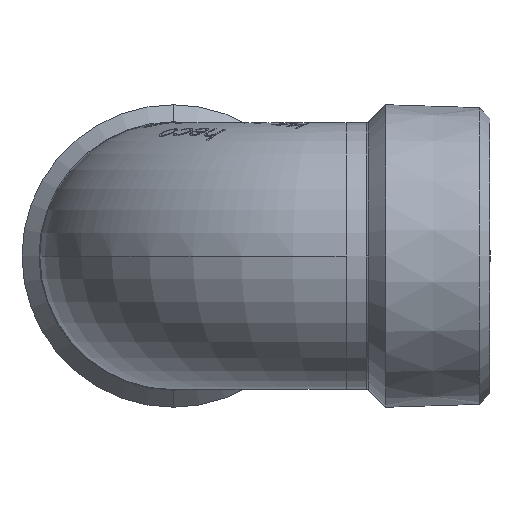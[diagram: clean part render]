
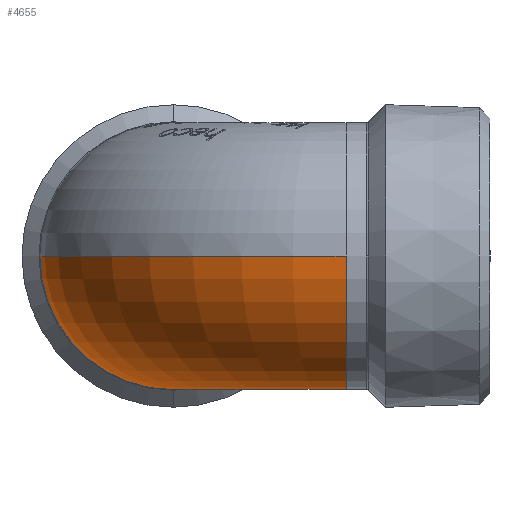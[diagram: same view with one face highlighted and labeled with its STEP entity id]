
A CAD part, left-side view. The second image highlights one B-rep face of the part: STEP entity #4655.
In plain terms, the highlighted toroidal (fillet/blend) face has major radius 24 mm and minor radius 18.5 mm.
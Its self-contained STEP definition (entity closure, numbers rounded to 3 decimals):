
#92 = EDGE_CURVE ( 'NONE', #7957, #4326, #103, .T. ) ;
#103 = CIRCLE ( 'NONE', #5072, 18.5 ) ;
#127 = ORIENTED_EDGE ( 'NONE', *, *, #1772, .T. ) ;
#185 = AXIS2_PLACEMENT_3D ( 'NONE', #3937, #1101, #7601 ) ;
#280 = AXIS2_PLACEMENT_3D ( 'NONE', #8198, #8162, #9187 ) ;
#364 = CARTESIAN_POINT ( 'NONE',  ( 24., 0., 0. ) ) ;
#430 = EDGE_LOOP ( 'NONE', ( #11012, #1696, #5547, #127, #6490, #10655 ) ) ;
#630 = VERTEX_POINT ( 'NONE', #1551 ) ;
#953 = FACE_OUTER_BOUND ( 'NONE', #430, .T. ) ;
#1101 = DIRECTION ( 'NONE',  ( -1., 0., 0. ) ) ;
#1358 = DIRECTION ( 'NONE',  ( 0., 0., 1. ) ) ;
#1551 = CARTESIAN_POINT ( 'NONE',  ( 24., 18.5, 0. ) ) ;
#1679 = TOROIDAL_SURFACE ( 'NONE', #280, 24., 18.5 ) ;
#1696 = ORIENTED_EDGE ( 'NONE', *, *, #2571, .T. ) ;
#1772 = EDGE_CURVE ( 'NONE', #2194, #11190, #4640, .T. ) ;
#1814 = AXIS2_PLACEMENT_3D ( 'NONE', #6202, #8173, #6276 ) ;
#2194 = VERTEX_POINT ( 'NONE', #5693 ) ;
#2460 = DIRECTION ( 'NONE',  ( 0., 0., 1. ) ) ;
#2571 = EDGE_CURVE ( 'NONE', #630, #5345, #7606, .T. ) ;
#2791 = EDGE_CURVE ( 'NONE', #630, #7957, #10499, .T. ) ;
#3133 = DIRECTION ( 'NONE',  ( -1., 0., 0. ) ) ;
#3147 = CIRCLE ( 'NONE', #11687, 18.5 ) ;
#3211 = DIRECTION ( 'NONE',  ( 0., 0., 1. ) ) ;
#3283 = CARTESIAN_POINT ( 'NONE',  ( 24., -24., 0. ) ) ;
#3631 = AXIS2_PLACEMENT_3D ( 'NONE', #364, #3133, #3211 ) ;
#3894 = CARTESIAN_POINT ( 'NONE',  ( 0., -24., 0. ) ) ;
#3937 = CARTESIAN_POINT ( 'NONE',  ( 24., 0., 0. ) ) ;
#3943 = EDGE_CURVE ( 'NONE', #5345, #2194, #10322, .T. ) ;
#4145 = CARTESIAN_POINT ( 'NONE',  ( 0., -24., 0. ) ) ;
#4326 = VERTEX_POINT ( 'NONE', #4755 ) ;
#4640 = CIRCLE ( 'NONE', #8467, 5.5 ) ;
#4655 = ADVANCED_FACE ( 'NONE', ( #953 ), #1679, .T. ) ;
#4755 = CARTESIAN_POINT ( 'NONE',  ( 0., -24., -18.5 ) ) ;
#4832 = CARTESIAN_POINT ( 'NONE',  ( -18.5, -24., 0. ) ) ;
#5072 = AXIS2_PLACEMENT_3D ( 'NONE', #4145, #7732, #1358 ) ;
#5345 = VERTEX_POINT ( 'NONE', #7017 ) ;
#5547 = ORIENTED_EDGE ( 'NONE', *, *, #3943, .T. ) ;
#5693 = CARTESIAN_POINT ( 'NONE',  ( 24., -18.5, 0. ) ) ;
#6202 = CARTESIAN_POINT ( 'NONE',  ( 24., -24., 0. ) ) ;
#6276 = DIRECTION ( 'NONE',  ( 1., 0., 0. ) ) ;
#6490 = ORIENTED_EDGE ( 'NONE', *, *, #8308, .F. ) ;
#6553 = DIRECTION ( 'NONE',  ( 0., 0., 1. ) ) ;
#7017 = CARTESIAN_POINT ( 'NONE',  ( 24., 0., -18.5 ) ) ;
#7078 = DIRECTION ( 'NONE',  ( 1., 0., 0. ) ) ;
#7601 = DIRECTION ( 'NONE',  ( 0., 0., 1. ) ) ;
#7606 = CIRCLE ( 'NONE', #185, 18.5 ) ;
#7732 = DIRECTION ( 'NONE',  ( 0., -1., 0. ) ) ;
#7957 = VERTEX_POINT ( 'NONE', #4832 ) ;
#8162 = DIRECTION ( 'NONE',  ( 0., 0., 1. ) ) ;
#8173 = DIRECTION ( 'NONE',  ( 0., 0., 1. ) ) ;
#8198 = CARTESIAN_POINT ( 'NONE',  ( 24., -24., 0. ) ) ;
#8308 = EDGE_CURVE ( 'NONE', #4326, #11190, #3147, .T. ) ;
#8467 = AXIS2_PLACEMENT_3D ( 'NONE', #3283, #2460, #7078 ) ;
#8751 = CARTESIAN_POINT ( 'NONE',  ( 18.5, -24., 0. ) ) ;
#9187 = DIRECTION ( 'NONE',  ( 1., 0., 0. ) ) ;
#10275 = DIRECTION ( 'NONE',  ( 0., -1., 0. ) ) ;
#10322 = CIRCLE ( 'NONE', #3631, 18.5 ) ;
#10499 = CIRCLE ( 'NONE', #1814, 42.5 ) ;
#10655 = ORIENTED_EDGE ( 'NONE', *, *, #92, .F. ) ;
#11012 = ORIENTED_EDGE ( 'NONE', *, *, #2791, .F. ) ;
#11190 = VERTEX_POINT ( 'NONE', #8751 ) ;
#11687 = AXIS2_PLACEMENT_3D ( 'NONE', #3894, #10275, #6553 ) ;
